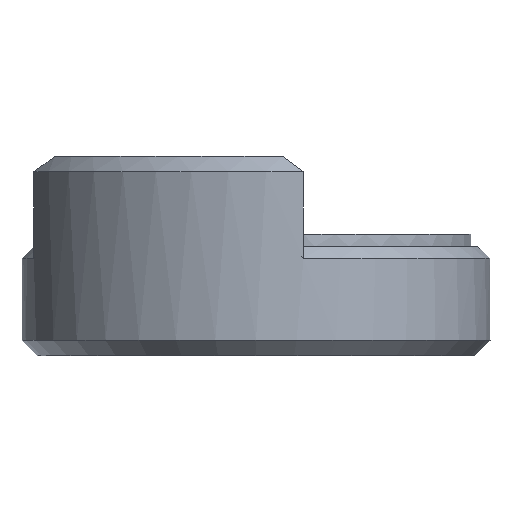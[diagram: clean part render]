
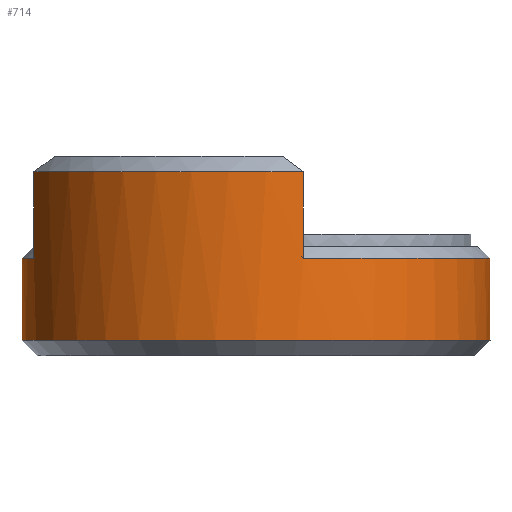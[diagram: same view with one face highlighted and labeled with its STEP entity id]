
A CAD part, left-side view. The second image highlights one B-rep face of the part: STEP entity #714.
In plain terms, the highlighted cylindrical face has radius 15 mm (diameter 30 mm), a full revolution.
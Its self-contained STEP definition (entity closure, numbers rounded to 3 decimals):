
#25=CYLINDRICAL_SURFACE('',#769,15.);
#62=FACE_OUTER_BOUND('',#101,.T.);
#101=EDGE_LOOP('',(#495,#496,#497,#498,#499,#500,#501,#502,#503,#504,#505,
#506,#507,#508,#509,#510));
#139=LINE('',#1070,#207);
#140=LINE('',#1074,#208);
#141=LINE('',#1078,#209);
#142=LINE('',#1082,#210);
#143=LINE('',#1086,#211);
#144=LINE('',#1090,#212);
#145=LINE('',#1094,#213);
#207=VECTOR('',#854,15.);
#208=VECTOR('',#857,1000.);
#209=VECTOR('',#860,1000.);
#210=VECTOR('',#863,1000.);
#211=VECTOR('',#866,1000.);
#212=VECTOR('',#869,10.);
#213=VECTOR('',#872,10.);
#273=CIRCLE('',#765,15.);
#276=CIRCLE('',#770,15.);
#277=CIRCLE('',#771,15.);
#278=CIRCLE('',#772,15.);
#279=CIRCLE('',#773,15.);
#280=CIRCLE('',#774,15.);
#281=CIRCLE('',#775,15.);
#282=CIRCLE('',#776,15.);
#305=VERTEX_POINT('',#1058);
#309=VERTEX_POINT('',#1069);
#310=VERTEX_POINT('',#1071);
#311=VERTEX_POINT('',#1073);
#312=VERTEX_POINT('',#1075);
#313=VERTEX_POINT('',#1077);
#314=VERTEX_POINT('',#1079);
#315=VERTEX_POINT('',#1081);
#316=VERTEX_POINT('',#1083);
#317=VERTEX_POINT('',#1085);
#318=VERTEX_POINT('',#1087);
#319=VERTEX_POINT('',#1089);
#320=VERTEX_POINT('',#1091);
#321=VERTEX_POINT('',#1093);
#378=EDGE_CURVE('',#305,#305,#273,.T.);
#383=EDGE_CURVE('',#305,#309,#139,.T.);
#384=EDGE_CURVE('',#310,#309,#276,.T.);
#385=EDGE_CURVE('',#311,#310,#140,.T.);
#386=EDGE_CURVE('',#312,#311,#277,.T.);
#387=EDGE_CURVE('',#312,#313,#141,.T.);
#388=EDGE_CURVE('',#314,#313,#278,.T.);
#389=EDGE_CURVE('',#315,#314,#142,.T.);
#390=EDGE_CURVE('',#316,#315,#279,.T.);
#391=EDGE_CURVE('',#316,#317,#143,.T.);
#392=EDGE_CURVE('',#318,#317,#280,.T.);
#393=EDGE_CURVE('',#318,#319,#144,.T.);
#394=EDGE_CURVE('',#320,#319,#281,.T.);
#395=EDGE_CURVE('',#320,#321,#145,.T.);
#396=EDGE_CURVE('',#309,#321,#282,.T.);
#495=ORIENTED_EDGE('',*,*,#378,.F.);
#496=ORIENTED_EDGE('',*,*,#383,.T.);
#497=ORIENTED_EDGE('',*,*,#384,.F.);
#498=ORIENTED_EDGE('',*,*,#385,.F.);
#499=ORIENTED_EDGE('',*,*,#386,.F.);
#500=ORIENTED_EDGE('',*,*,#387,.T.);
#501=ORIENTED_EDGE('',*,*,#388,.F.);
#502=ORIENTED_EDGE('',*,*,#389,.F.);
#503=ORIENTED_EDGE('',*,*,#390,.F.);
#504=ORIENTED_EDGE('',*,*,#391,.T.);
#505=ORIENTED_EDGE('',*,*,#392,.F.);
#506=ORIENTED_EDGE('',*,*,#393,.T.);
#507=ORIENTED_EDGE('',*,*,#394,.F.);
#508=ORIENTED_EDGE('',*,*,#395,.T.);
#509=ORIENTED_EDGE('',*,*,#396,.F.);
#510=ORIENTED_EDGE('',*,*,#383,.F.);
#714=ADVANCED_FACE('',(#62),#25,.T.);
#765=AXIS2_PLACEMENT_3D('',#1059,#842,#843);
#769=AXIS2_PLACEMENT_3D('',#1068,#852,#853);
#770=AXIS2_PLACEMENT_3D('',#1072,#855,#856);
#771=AXIS2_PLACEMENT_3D('',#1076,#858,#859);
#772=AXIS2_PLACEMENT_3D('',#1080,#861,#862);
#773=AXIS2_PLACEMENT_3D('',#1084,#864,#865);
#774=AXIS2_PLACEMENT_3D('',#1088,#867,#868);
#775=AXIS2_PLACEMENT_3D('',#1092,#870,#871);
#776=AXIS2_PLACEMENT_3D('',#1095,#873,#874);
#842=DIRECTION('center_axis',(0.,0.,
-1.));
#843=DIRECTION('ref_axis',(0.,-1.,0.));
#852=DIRECTION('center_axis',(0.,0.,
-1.));
#853=DIRECTION('ref_axis',(0.,-1.,0.));
#854=DIRECTION('',(0.,0.,1.));
#855=DIRECTION('center_axis',(0.,0.,
1.));
#856=DIRECTION('ref_axis',(0.,-1.,0.));
#857=DIRECTION('',(0.,0.,1.));
#858=DIRECTION('center_axis',(0.,0.,
1.));
#859=DIRECTION('ref_axis',(0.,-1.,0.));
#860=DIRECTION('',(0.,0.,1.));
#861=DIRECTION('center_axis',(0.,0.,
1.));
#862=DIRECTION('ref_axis',(0.,-1.,0.));
#863=DIRECTION('',(0.,0.,1.));
#864=DIRECTION('center_axis',(0.,0.,
1.));
#865=DIRECTION('ref_axis',(0.,-1.,0.));
#866=DIRECTION('',(0.,0.,1.));
#867=DIRECTION('center_axis',(0.,0.,
1.));
#868=DIRECTION('ref_axis',(0.,-1.,0.));
#869=DIRECTION('',(0.,0.,1.));
#870=DIRECTION('center_axis',(0.,0.,
1.));
#871=DIRECTION('ref_axis',(0.,-1.,0.));
#872=DIRECTION('',(0.,0.,-1.));
#873=DIRECTION('center_axis',(0.,0.,
1.));
#874=DIRECTION('ref_axis',(0.,-1.,0.));
#1058=CARTESIAN_POINT('',(0.474,40.999,1.));
#1059=CARTESIAN_POINT('Origin',(0.474,25.999,1.));
#1068=CARTESIAN_POINT('Origin',(0.474,25.999,11.8));
#1069=CARTESIAN_POINT('',(0.474,40.999,6.25));
#1070=CARTESIAN_POINT('',(0.474,40.999,11.8));
#1071=CARTESIAN_POINT('',(13.944,32.599,6.25));
#1072=CARTESIAN_POINT('Origin',(0.474,25.999,6.25));
#1073=CARTESIAN_POINT('',(13.944,32.599,5.8));
#1074=CARTESIAN_POINT('',(13.944,32.599,6.6));
#1075=CARTESIAN_POINT('',(14.674,30.833,5.8));
#1076=CARTESIAN_POINT('Origin',(0.474,25.999,5.8));
#1077=CARTESIAN_POINT('',(14.674,30.833,6.6));
#1078=CARTESIAN_POINT('',(14.674,30.833,5.8));
#1079=CARTESIAN_POINT('',(14.674,21.166,6.6));
#1080=CARTESIAN_POINT('Origin',(0.474,25.999,6.6));
#1081=CARTESIAN_POINT('',(14.674,21.166,5.8));
#1082=CARTESIAN_POINT('',(14.674,21.166,5.8));
#1083=CARTESIAN_POINT('',(13.944,19.399,5.8));
#1084=CARTESIAN_POINT('Origin',(0.474,25.999,5.8));
#1085=CARTESIAN_POINT('',(13.944,19.399,6.25));
#1086=CARTESIAN_POINT('',(13.944,19.399,6.6));
#1087=CARTESIAN_POINT('',(-14.214,22.958,6.25));
#1088=CARTESIAN_POINT('Origin',(0.474,25.999,6.25));
#1089=CARTESIAN_POINT('',(-14.214,22.958,11.8));
#1090=CARTESIAN_POINT('',(-14.214,22.958,11.8));
#1091=CARTESIAN_POINT('',(-4.236,40.241,11.8));
#1092=CARTESIAN_POINT('Origin',(0.474,25.999,11.8));
#1093=CARTESIAN_POINT('',(-4.236,40.241,6.25));
#1094=CARTESIAN_POINT('',(-4.236,40.241,11.8));
#1095=CARTESIAN_POINT('Origin',(0.474,25.999,6.25));
